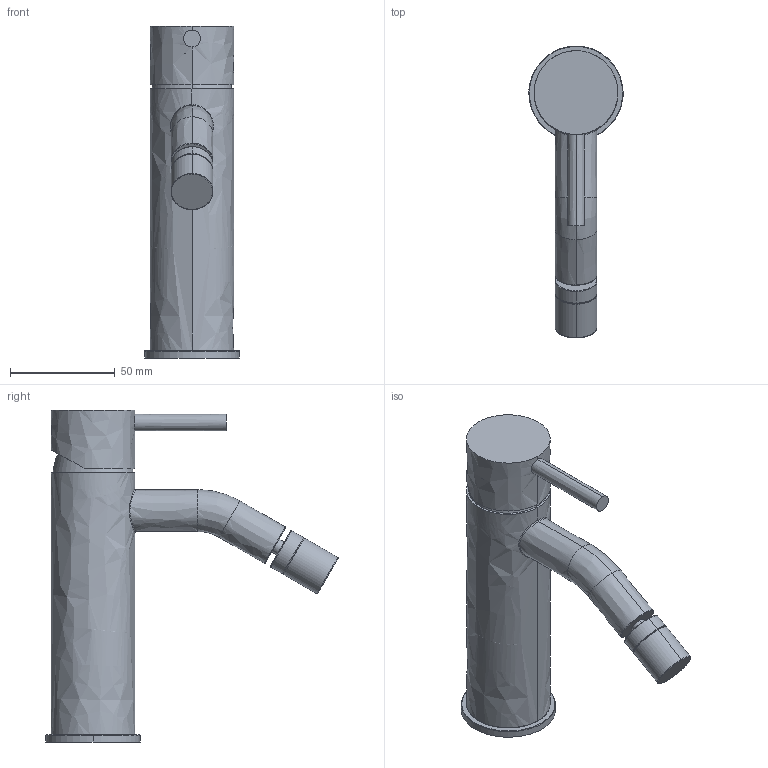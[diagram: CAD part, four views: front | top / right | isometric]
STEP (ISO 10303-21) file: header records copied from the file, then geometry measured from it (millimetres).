
FILE_DESCRIPTION(/* description */ (''),/* implementation_level */ '2;1');
FILE_NAME(/* name */ '25905_3D_R01',/* time_stamp */ '2019-07-09T11:02:57+02:00',/* author */ (''),/* organization */ (''),/* preprocessor_version */ 'ST-DEVELOPER v15',/* originating_system */ '',/* authorisation */ '');
FILE_SCHEMA (('AUTOMOTIVE_DESIGN'));
Length unit declared in the file: millimetre
Products named in the file (1): Document
Bounding box: 45 x 139.48 x 158.5 mm (x, y, z)
Volume: 215832 mm3; surface area: 40548.6 mm2
Topology: 7 solids, 7 shells, 67 faces, 130 edges, 76 vertices
Faces by surface type: bspline 50, plane 17
Entity records: 2728 total; most frequent: CARTESIAN_POINT 1942, ORIENTED_EDGE 258, EDGE_CURVE 129, VERTEX_POINT 74, ADVANCED_FACE 67, FACE_OUTER_BOUND 67, EDGE_LOOP 67, DIRECTION 23
